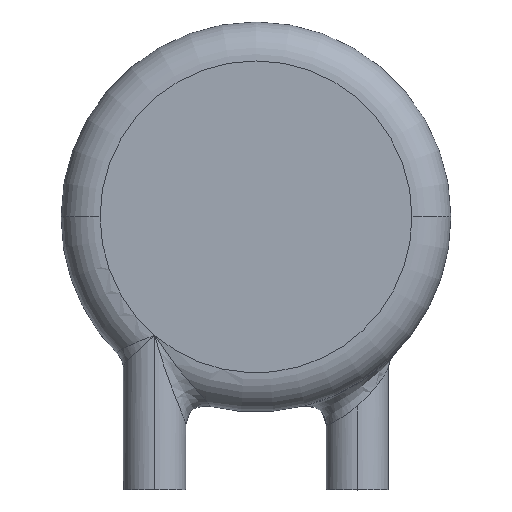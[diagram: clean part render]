
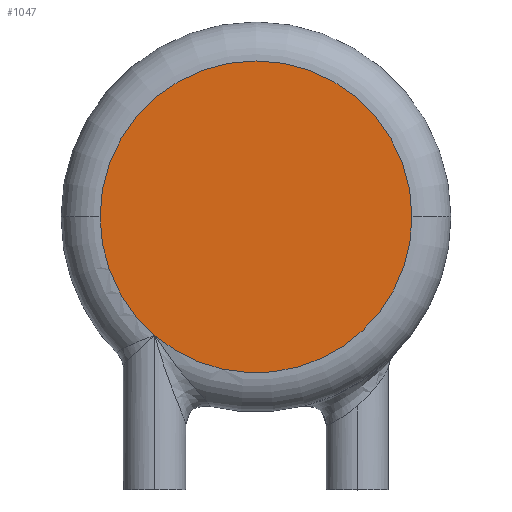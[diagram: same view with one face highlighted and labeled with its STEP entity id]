
A CAD part, top view. The second image highlights one B-rep face of the part: STEP entity #1047.
In plain terms, the highlighted planar face has unit normal (0, 0, 1).
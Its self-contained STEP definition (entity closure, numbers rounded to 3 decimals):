
#122 = AXIS2_PLACEMENT_3D ( 'NONE', #1298, #1305, #1306 ) ;
#124 = AXIS2_PLACEMENT_3D ( 'NONE', #688, #703, #704 ) ;
#125 = AXIS2_PLACEMENT_3D ( 'NONE', #1304, #1311, #1312 ) ;
#143 = VERTEX_POINT ( 'NONE', #924 ) ;
#377 = FACE_OUTER_BOUND ( 'NONE', #626, .T. ) ;
#554 = ORIENTED_EDGE ( 'NONE', *, *, #1437, .T. ) ;
#599 = ORIENTED_EDGE ( 'NONE', *, *, #1434, .T. ) ;
#626 = EDGE_LOOP ( 'NONE', ( #599, #1464, #554 ) ) ;
#667 = PLANE ( 'NONE',  #1446 ) ;
#673 = CARTESIAN_POINT ( 'NONE',  ( 0., 7., 2. ) ) ;
#688 = CARTESIAN_POINT ( 'NONE',  ( 0., 7., 2. ) ) ;
#703 = DIRECTION ( 'NONE',  ( 0., 0., 1. ) ) ;
#704 = DIRECTION ( 'NONE',  ( 1., 0., 0. ) ) ;
#907 = VERTEX_POINT ( 'NONE', #931 ) ;
#908 = VERTEX_POINT ( 'NONE', #914 ) ;
#914 = CARTESIAN_POINT ( 'NONE',  ( 4., 7., 2. ) ) ;
#924 = CARTESIAN_POINT ( 'NONE',  ( -2.6, 3.96, 2. ) ) ;
#931 = CARTESIAN_POINT ( 'NONE',  ( -4., 7., 2. ) ) ;
#1047 = ADVANCED_FACE ( 'NONE', ( #377 ), #667, .T. ) ;
#1092 = CIRCLE ( 'NONE', #125, 4. ) ;
#1093 = CIRCLE ( 'NONE', #124, 4. ) ;
#1096 = CIRCLE ( 'NONE', #122, 4. ) ;
#1206 = DIRECTION ( 'NONE',  ( 0., 0., 1. ) ) ;
#1207 = DIRECTION ( 'NONE',  ( 1., 0., 0. ) ) ;
#1298 = CARTESIAN_POINT ( 'NONE',  ( 0., 7., 2. ) ) ;
#1304 = CARTESIAN_POINT ( 'NONE',  ( 0., 7., 2. ) ) ;
#1305 = DIRECTION ( 'NONE',  ( 0., 0., 1. ) ) ;
#1306 = DIRECTION ( 'NONE',  ( 1., 0., 0. ) ) ;
#1311 = DIRECTION ( 'NONE',  ( 0., 0., 1. ) ) ;
#1312 = DIRECTION ( 'NONE',  ( 1., 0., 0. ) ) ;
#1434 = EDGE_CURVE ( 'NONE', #143, #908, #1096, .T. ) ;
#1437 = EDGE_CURVE ( 'NONE', #907, #143, #1092, .T. ) ;
#1442 = EDGE_CURVE ( 'NONE', #908, #907, #1093, .T. ) ;
#1446 = AXIS2_PLACEMENT_3D ( 'NONE', #673, #1206, #1207 ) ;
#1464 = ORIENTED_EDGE ( 'NONE', *, *, #1442, .T. ) ;
